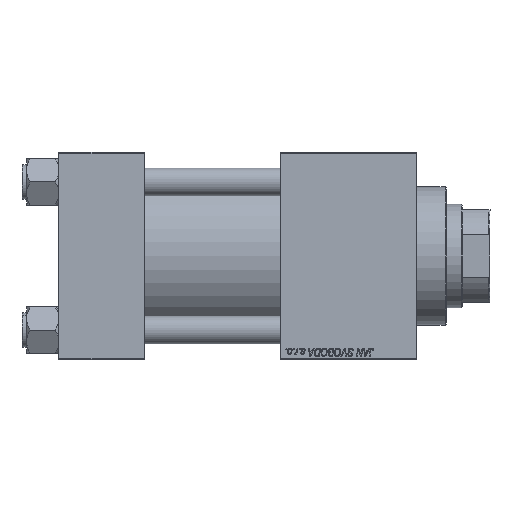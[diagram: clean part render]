
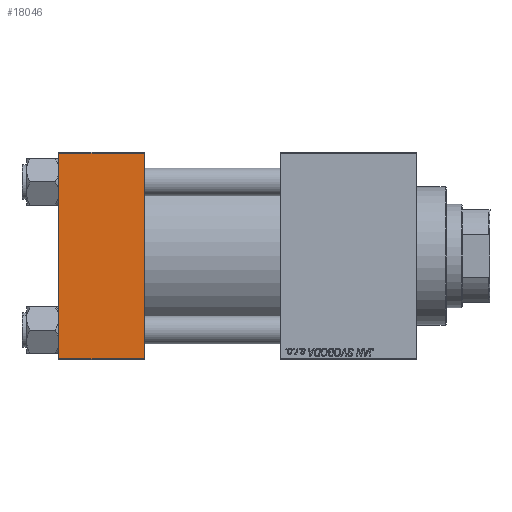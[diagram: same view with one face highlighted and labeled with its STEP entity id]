
A CAD part, front view. The second image highlights one B-rep face of the part: STEP entity #18046.
In plain terms, the highlighted planar face has unit normal (0, -1, 0).
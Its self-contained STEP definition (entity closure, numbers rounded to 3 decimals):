
#1785 = CARTESIAN_POINT ( 'NONE',  ( 0., -45., 44.5 ) ) ;
#1811 = ORIENTED_EDGE ( 'NONE', *, *, #44551, .T. ) ;
#2077 = EDGE_LOOP ( 'NONE', ( #10021, #34337, #25108, #1811 ) ) ;
#3513 = CARTESIAN_POINT ( 'NONE',  ( 37., -45., 44.5 ) ) ;
#5143 = VECTOR ( 'NONE', #32721, 1000. ) ;
#7063 = LINE ( 'NONE', #3513, #23289 ) ;
#9405 = LINE ( 'NONE', #9905, #5143 ) ;
#9905 = CARTESIAN_POINT ( 'NONE',  ( 37., -45., -44.5 ) ) ;
#10021 = ORIENTED_EDGE ( 'NONE', *, *, #13234, .T. ) ;
#12733 = DIRECTION ( 'NONE',  ( 0., 0., 1. ) ) ;
#13234 = EDGE_CURVE ( 'NONE', #35524, #20701, #28841, .T. ) ;
#15278 = PLANE ( 'NONE',  #33475 ) ;
#16738 = VERTEX_POINT ( 'NONE', #35850 ) ;
#18046 = ADVANCED_FACE ( 'NONE', ( #49998 ), #15278, .F. ) ;
#19067 = EDGE_CURVE ( 'NONE', #20701, #41838, #9405, .T. ) ;
#19928 = DIRECTION ( 'NONE',  ( 0., 0., -1. ) ) ;
#20701 = VERTEX_POINT ( 'NONE', #38402 ) ;
#21268 = CARTESIAN_POINT ( 'NONE',  ( 37., -45., -44.5 ) ) ;
#23289 = VECTOR ( 'NONE', #26820, 1000. ) ;
#24218 = CARTESIAN_POINT ( 'NONE',  ( 37., -45., 45. ) ) ;
#25108 = ORIENTED_EDGE ( 'NONE', *, *, #33868, .F. ) ;
#26820 = DIRECTION ( 'NONE',  ( -1., 0., 0. ) ) ;
#27142 = VECTOR ( 'NONE', #19928, 1000. ) ;
#28841 = LINE ( 'NONE', #44302, #47152 ) ;
#30817 = LINE ( 'NONE', #24218, #27142 ) ;
#32721 = DIRECTION ( 'NONE',  ( 1., 0., 0. ) ) ;
#33475 = AXIS2_PLACEMENT_3D ( 'NONE', #42652, #38848, #12733 ) ;
#33868 = EDGE_CURVE ( 'NONE', #16738, #41838, #30817, .T. ) ;
#34337 = ORIENTED_EDGE ( 'NONE', *, *, #19067, .T. ) ;
#35524 = VERTEX_POINT ( 'NONE', #1785 ) ;
#35850 = CARTESIAN_POINT ( 'NONE',  ( 37., -45., 44.5 ) ) ;
#36691 = DIRECTION ( 'NONE',  ( 0., 0., -1. ) ) ;
#38402 = CARTESIAN_POINT ( 'NONE',  ( 0., -45., -44.5 ) ) ;
#38848 = DIRECTION ( 'NONE',  ( 0., 1., 0. ) ) ;
#41838 = VERTEX_POINT ( 'NONE', #21268 ) ;
#42652 = CARTESIAN_POINT ( 'NONE',  ( 37., -45., 45. ) ) ;
#44302 = CARTESIAN_POINT ( 'NONE',  ( 0., -45., 45. ) ) ;
#44551 = EDGE_CURVE ( 'NONE', #16738, #35524, #7063, .T. ) ;
#47152 = VECTOR ( 'NONE', #36691, 1000. ) ;
#49998 = FACE_OUTER_BOUND ( 'NONE', #2077, .T. ) ;
